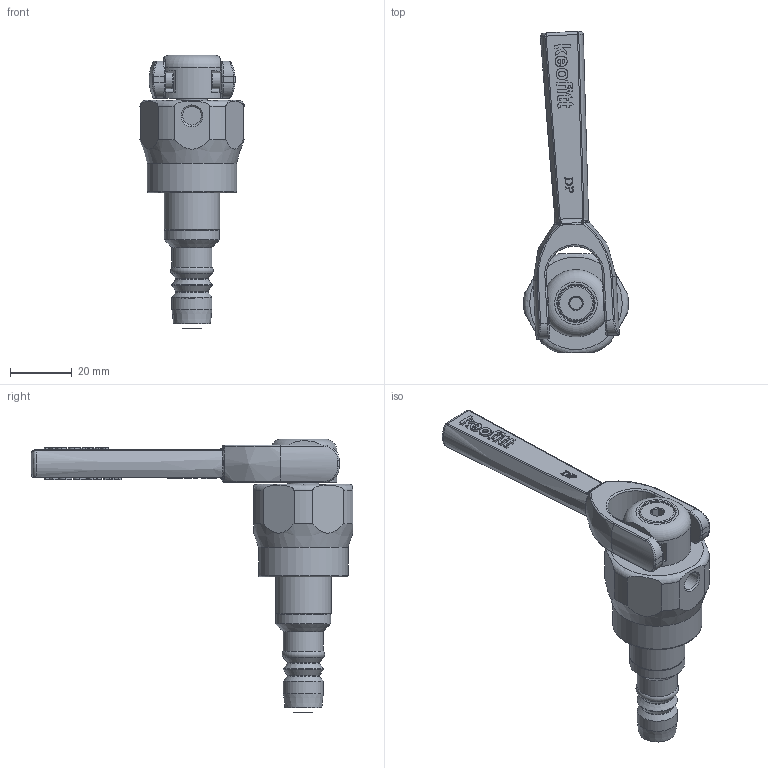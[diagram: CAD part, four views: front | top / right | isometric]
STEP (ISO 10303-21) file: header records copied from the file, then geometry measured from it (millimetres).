
FILE_DESCRIPTION(/* description */ ('This is a sample STEP configuration'),/* implementation_level */ '2;1');
FILE_NAME(/* name */ '855543.stp',/* time_stamp */ '2021-08-16T13:44:01+02:00',/* author */ ('powerJobs'),/* organization */ ('coolOrange'),/* preprocessor_version */ 'ST-DEVELOPER v18.1',/* originating_system */ 'Autodesk Inventor 2022',/* authorisation */ '');
FILE_SCHEMA (('AUTOMOTIVE_DESIGN { 1 0 10303 214 3 1 1 }'));
Length unit declared in the file: millimetre
Products named in the file (1): 855543
Bounding box: 33.97 x 104.19 x 88.8 mm (x, y, z)
Volume: 42228.2 mm3; surface area: 20071.8 mm2
Topology: 1 solids, 9 shells, 600 faces, 1529 edges, 984 vertices
Faces by surface type: plane 251, bspline 208, cylinder 76, torus 34, cone 27, sphere 4
Full cylindrical faces by diameter (mm): 3 x2, 3.05 x1, 4 x1, 5.6 x1, 6 x4, 6.05 x1, 7 x1, 7.4 x1, 8 x1, 9 x1, 9.153 x1, 10 x4, 10.1 x1, 10.2 x1, 11.2 x1, 11.5 x2, 12 x1, 13 x2, 17 x1, 17.9 x1, 18 x1, 20.5 x1, 23.4 x2, 29 x1
Entity records: 21381 total; most frequent: CARTESIAN_POINT 7534, ORIENTED_EDGE 3038, DIRECTION 2147, EDGE_CURVE 1519, VERTEX_POINT 984, LINE 767, VECTOR 767, AXIS2_PLACEMENT_3D 690
